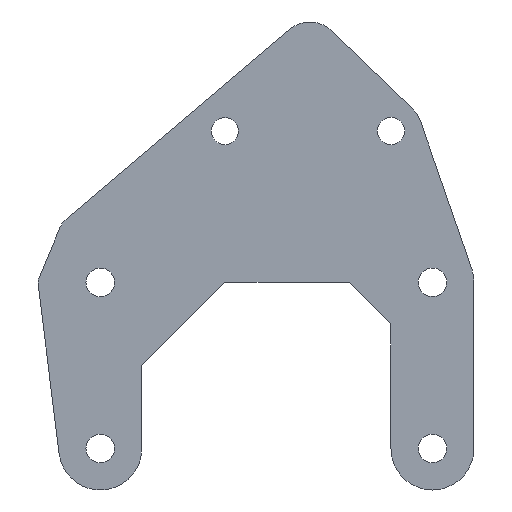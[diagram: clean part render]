
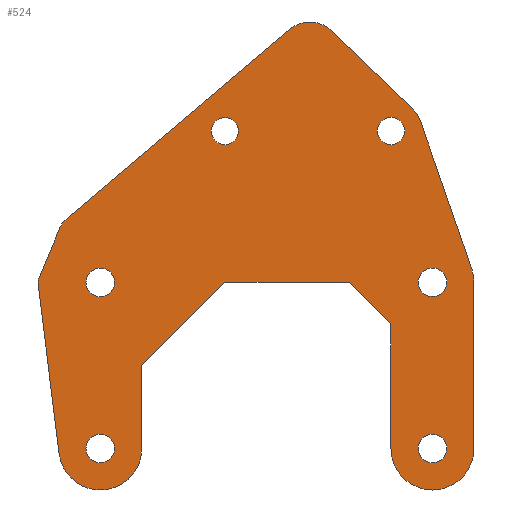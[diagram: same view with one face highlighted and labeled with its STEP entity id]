
A CAD part, front view. The second image highlights one B-rep face of the part: STEP entity #524.
In plain terms, the highlighted planar face has unit normal (0, -1, 0).
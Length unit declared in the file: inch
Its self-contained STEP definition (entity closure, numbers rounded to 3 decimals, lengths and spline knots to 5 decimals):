
#21=FACE_BOUND('',#98,.T.);
#22=FACE_BOUND('',#99,.T.);
#23=FACE_BOUND('',#100,.T.);
#24=FACE_BOUND('',#101,.T.);
#25=FACE_BOUND('',#102,.T.);
#26=FACE_BOUND('',#103,.T.);
#39=PLANE('',#598);
#65=FACE_OUTER_BOUND('',#97,.T.);
#97=EDGE_LOOP('',(#462,#463,#464,#465,#466,#467,#468,#469,#470,#471,#472,
#473,#474,#475,#476,#477,#478,#479));
#98=EDGE_LOOP('',(#480));
#99=EDGE_LOOP('',(#481));
#100=EDGE_LOOP('',(#482));
#101=EDGE_LOOP('',(#483));
#102=EDGE_LOOP('',(#484));
#103=EDGE_LOOP('',(#485));
#110=LINE('',#791,#156);
#114=LINE('',#799,#160);
#117=LINE('',#805,#163);
#120=LINE('',#811,#166);
#123=LINE('',#817,#169);
#127=LINE('',#829,#173);
#131=LINE('',#841,#177);
#135=LINE('',#853,#181);
#139=LINE('',#865,#185);
#143=LINE('',#877,#189);
#147=LINE('',#889,#193);
#156=VECTOR('',#645,0.3937);
#160=VECTOR('',#651,0.3937);
#163=VECTOR('',#656,0.3937);
#166=VECTOR('',#661,0.3937);
#169=VECTOR('',#666,0.3937);
#173=VECTOR('',#678,0.3937);
#177=VECTOR('',#690,0.3937);
#181=VECTOR('',#702,0.3937);
#185=VECTOR('',#714,0.3937);
#189=VECTOR('',#726,0.3937);
#193=VECTOR('',#738,0.3937);
#197=CIRCLE('',#549,0.086);
#199=CIRCLE('',#552,0.086);
#201=CIRCLE('',#555,0.086);
#203=CIRCLE('',#558,0.082);
#205=CIRCLE('',#561,0.082);
#207=CIRCLE('',#564,0.086);
#208=CIRCLE('',#571,0.25);
#210=CIRCLE('',#575,0.25);
#212=CIRCLE('',#579,0.1875);
#214=CIRCLE('',#583,0.1875);
#216=CIRCLE('',#587,0.125);
#218=CIRCLE('',#591,0.0625);
#220=CIRCLE('',#595,0.25);
#223=VERTEX_POINT('',#755);
#225=VERTEX_POINT('',#761);
#227=VERTEX_POINT('',#767);
#229=VERTEX_POINT('',#773);
#231=VERTEX_POINT('',#779);
#233=VERTEX_POINT('',#785);
#234=VERTEX_POINT('',#789);
#235=VERTEX_POINT('',#790);
#238=VERTEX_POINT('',#798);
#240=VERTEX_POINT('',#804);
#242=VERTEX_POINT('',#810);
#244=VERTEX_POINT('',#816);
#246=VERTEX_POINT('',#822);
#248=VERTEX_POINT('',#828);
#250=VERTEX_POINT('',#834);
#252=VERTEX_POINT('',#840);
#254=VERTEX_POINT('',#846);
#256=VERTEX_POINT('',#852);
#258=VERTEX_POINT('',#858);
#260=VERTEX_POINT('',#864);
#262=VERTEX_POINT('',#870);
#264=VERTEX_POINT('',#876);
#266=VERTEX_POINT('',#882);
#268=VERTEX_POINT('',#888);
#272=EDGE_CURVE('',#223,#223,#197,.T.);
#275=EDGE_CURVE('',#225,#225,#199,.T.);
#278=EDGE_CURVE('',#227,#227,#201,.T.);
#281=EDGE_CURVE('',#229,#229,#203,.T.);
#284=EDGE_CURVE('',#231,#231,#205,.T.);
#287=EDGE_CURVE('',#233,#233,#207,.T.);
#288=EDGE_CURVE('',#234,#235,#110,.T.);
#292=EDGE_CURVE('',#238,#234,#114,.T.);
#295=EDGE_CURVE('',#240,#238,#117,.T.);
#298=EDGE_CURVE('',#242,#240,#120,.T.);
#301=EDGE_CURVE('',#244,#242,#123,.T.);
#304=EDGE_CURVE('',#246,#244,#208,.T.);
#307=EDGE_CURVE('',#248,#246,#127,.T.);
#310=EDGE_CURVE('',#250,#248,#210,.T.);
#313=EDGE_CURVE('',#252,#250,#131,.T.);
#316=EDGE_CURVE('',#254,#252,#212,.T.);
#319=EDGE_CURVE('',#256,#254,#135,.T.);
#322=EDGE_CURVE('',#258,#256,#214,.T.);
#325=EDGE_CURVE('',#260,#258,#139,.T.);
#328=EDGE_CURVE('',#262,#260,#216,.T.);
#331=EDGE_CURVE('',#264,#262,#143,.T.);
#334=EDGE_CURVE('',#266,#264,#218,.T.);
#337=EDGE_CURVE('',#268,#266,#147,.T.);
#340=EDGE_CURVE('',#235,#268,#220,.T.);
#462=ORIENTED_EDGE('',*,*,#340,.F.);
#463=ORIENTED_EDGE('',*,*,#288,.F.);
#464=ORIENTED_EDGE('',*,*,#292,.F.);
#465=ORIENTED_EDGE('',*,*,#295,.F.);
#466=ORIENTED_EDGE('',*,*,#298,.F.);
#467=ORIENTED_EDGE('',*,*,#301,.F.);
#468=ORIENTED_EDGE('',*,*,#304,.F.);
#469=ORIENTED_EDGE('',*,*,#307,.F.);
#470=ORIENTED_EDGE('',*,*,#310,.F.);
#471=ORIENTED_EDGE('',*,*,#313,.F.);
#472=ORIENTED_EDGE('',*,*,#316,.F.);
#473=ORIENTED_EDGE('',*,*,#319,.F.);
#474=ORIENTED_EDGE('',*,*,#322,.F.);
#475=ORIENTED_EDGE('',*,*,#325,.F.);
#476=ORIENTED_EDGE('',*,*,#328,.F.);
#477=ORIENTED_EDGE('',*,*,#331,.F.);
#478=ORIENTED_EDGE('',*,*,#334,.F.);
#479=ORIENTED_EDGE('',*,*,#337,.F.);
#480=ORIENTED_EDGE('',*,*,#287,.F.);
#481=ORIENTED_EDGE('',*,*,#284,.F.);
#482=ORIENTED_EDGE('',*,*,#281,.F.);
#483=ORIENTED_EDGE('',*,*,#278,.F.);
#484=ORIENTED_EDGE('',*,*,#275,.F.);
#485=ORIENTED_EDGE('',*,*,#272,.F.);
#524=ADVANCED_FACE('',(#65,#21,#22,#23,#24,#25,#26),#39,.F.);
#549=AXIS2_PLACEMENT_3D('',#757,#606,#607);
#552=AXIS2_PLACEMENT_3D('',#763,#613,#614);
#555=AXIS2_PLACEMENT_3D('',#769,#620,#621);
#558=AXIS2_PLACEMENT_3D('',#775,#627,#628);
#561=AXIS2_PLACEMENT_3D('',#781,#634,#635);
#564=AXIS2_PLACEMENT_3D('',#787,#641,#642);
#571=AXIS2_PLACEMENT_3D('',#823,#671,#672);
#575=AXIS2_PLACEMENT_3D('',#835,#683,#684);
#579=AXIS2_PLACEMENT_3D('',#847,#695,#696);
#583=AXIS2_PLACEMENT_3D('',#859,#707,#708);
#587=AXIS2_PLACEMENT_3D('',#871,#719,#720);
#591=AXIS2_PLACEMENT_3D('',#883,#731,#732);
#595=AXIS2_PLACEMENT_3D('',#894,#743,#744);
#598=AXIS2_PLACEMENT_3D('',#897,#749,#750);
#606=DIRECTION('center_axis',(0.,-1.,0.));
#607=DIRECTION('ref_axis',(0.,0.,1.));
#613=DIRECTION('center_axis',(0.,-1.,0.));
#614=DIRECTION('ref_axis',(0.,0.,1.));
#620=DIRECTION('center_axis',(0.,-1.,0.));
#621=DIRECTION('ref_axis',(0.,0.,1.));
#627=DIRECTION('center_axis',(0.,-1.,0.));
#628=DIRECTION('ref_axis',(0.,0.,1.));
#634=DIRECTION('center_axis',(0.,-1.,0.));
#635=DIRECTION('ref_axis',(0.,0.,1.));
#641=DIRECTION('center_axis',(0.,-1.,0.));
#642=DIRECTION('ref_axis',(0.,0.,1.));
#645=DIRECTION('',(0.,0.,-1.));
#651=DIRECTION('',(-0.707,0.,-0.707));
#656=DIRECTION('',(-1.,0.,0.));
#661=DIRECTION('',(-0.707,0.,0.707));
#666=DIRECTION('',(0.,0.,1.));
#671=DIRECTION('center_axis',(0.,1.,0.));
#672=DIRECTION('ref_axis',(1.,0.,0.));
#678=DIRECTION('',(0.,0.,-1.));
#683=DIRECTION('center_axis',(0.,1.,0.));
#684=DIRECTION('ref_axis',(0.945,0.,0.328));
#690=DIRECTION('',(0.328,0.,-0.945));
#695=DIRECTION('center_axis',(0.,1.,0.));
#696=DIRECTION('ref_axis',(0.693,0.,0.721));
#702=DIRECTION('',(0.721,0.,-0.693));
#707=DIRECTION('center_axis',(0.,1.,0.));
#708=DIRECTION('ref_axis',(-0.647,0.,0.763));
#714=DIRECTION('',(0.763,0.,0.647));
#719=DIRECTION('center_axis',(0.,1.,0.));
#720=DIRECTION('ref_axis',(-0.922,0.,0.386));
#726=DIRECTION('',(0.386,0.,0.922));
#731=DIRECTION('center_axis',(0.,1.,0.));
#732=DIRECTION('ref_axis',(-0.992,0.,-0.123));
#738=DIRECTION('',(-0.123,0.,0.992));
#743=DIRECTION('center_axis',(0.,1.,0.));
#744=DIRECTION('ref_axis',(1.,0.,0.));
#749=DIRECTION('center_axis',(0.,1.,0.));
#750=DIRECTION('ref_axis',(0.,0.,1.));
#755=CARTESIAN_POINT('',(0.,0.,-0.086));
#757=CARTESIAN_POINT('Origin',(0.,0.,0.));
#761=CARTESIAN_POINT('',(1.99999,0.,0.91402));
#763=CARTESIAN_POINT('Origin',(1.99999,0.,1.00002));
#767=CARTESIAN_POINT('',(2.,0.,-0.08598));
#769=CARTESIAN_POINT('Origin',(2.,0.,0.00002));
#773=CARTESIAN_POINT('',(0.74998,0.,1.8286));
#775=CARTESIAN_POINT('Origin',(0.74998,0.,1.9106));
#779=CARTESIAN_POINT('',(1.74998,0.,1.82902));
#781=CARTESIAN_POINT('Origin',(1.74998,0.,1.91102));
#785=CARTESIAN_POINT('',(-0.00001,0.,0.914));
#787=CARTESIAN_POINT('Origin',(-0.00001,0.,1.));
#789=CARTESIAN_POINT('',(0.24999,0.,0.5));
#790=CARTESIAN_POINT('',(0.25,0.,0.));
#791=CARTESIAN_POINT('',(0.24999,0.,0.5));
#798=CARTESIAN_POINT('',(0.74999,0.,1.00001));
#799=CARTESIAN_POINT('',(0.74999,0.,1.00001));
#804=CARTESIAN_POINT('',(1.49999,0.,1.00002));
#805=CARTESIAN_POINT('',(1.49999,0.,1.00002));
#810=CARTESIAN_POINT('',(1.74999,0.,0.75002));
#811=CARTESIAN_POINT('',(1.74999,0.,0.75002));
#816=CARTESIAN_POINT('',(1.75,0.,0.00002));
#817=CARTESIAN_POINT('',(1.75,0.,0.00002));
#822=CARTESIAN_POINT('',(2.25,0.,0.00002));
#823=CARTESIAN_POINT('Origin',(2.,0.,0.00002));
#828=CARTESIAN_POINT('',(2.24999,0.,1.00002));
#829=CARTESIAN_POINT('',(2.24999,0.,1.00002));
#834=CARTESIAN_POINT('',(2.23617,0.,1.08199));
#835=CARTESIAN_POINT('Origin',(1.99999,0.,1.00002));
#840=CARTESIAN_POINT('',(1.92712,0.,1.97249));
#841=CARTESIAN_POINT('',(1.92712,0.,1.97249));
#846=CARTESIAN_POINT('',(1.87995,0.,2.04616));
#847=CARTESIAN_POINT('Origin',(1.74998,0.,1.91102));
#852=CARTESIAN_POINT('',(1.39186,0.,2.51556));
#853=CARTESIAN_POINT('',(1.39186,0.,2.51556));
#858=CARTESIAN_POINT('',(1.14059,0.,2.5234));
#859=CARTESIAN_POINT('Origin',(1.26189,0.,2.38042));
#864=CARTESIAN_POINT('',(-0.20588,0.,1.38119));
#865=CARTESIAN_POINT('',(-0.20588,0.,1.38119));
#870=CARTESIAN_POINT('',(-0.24031,0.,1.33416));
#871=CARTESIAN_POINT('Origin',(-0.12501,0.,1.28587));
#876=CARTESIAN_POINT('',(-0.37016,0.,1.02414));
#877=CARTESIAN_POINT('',(-0.37016,0.,1.02414));
#882=CARTESIAN_POINT('',(-0.37454,0.,0.99233));
#883=CARTESIAN_POINT('Origin',(-0.31251,0.,1.));
#888=CARTESIAN_POINT('',(-0.24811,0.,-0.03066));
#889=CARTESIAN_POINT('',(-0.24811,0.,-0.03066));
#894=CARTESIAN_POINT('Origin',(0.,0.,0.));
#897=CARTESIAN_POINT('Origin',(0.93749,0.,1.15896));
